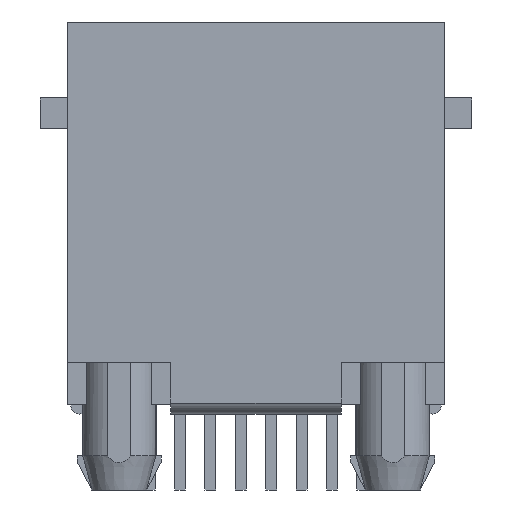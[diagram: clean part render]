
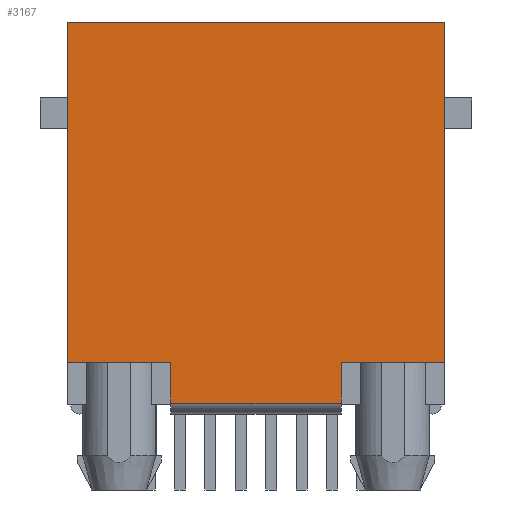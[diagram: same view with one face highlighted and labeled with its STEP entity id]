
A CAD part, front view. The second image highlights one B-rep face of the part: STEP entity #3167.
In plain terms, the highlighted planar face has unit normal (0, -1, 0).
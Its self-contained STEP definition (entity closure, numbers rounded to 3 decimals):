
#26=DIRECTION('',(0.,0.,-1.));
#27=VECTOR('',#26,14.224);
#28=CARTESIAN_POINT('',(-7.874,-8.255,0.));
#29=LINE('',#28,#27);
#156=DIRECTION('',(-1.,0.,0.));
#157=VECTOR('',#156,7.112);
#158=CARTESIAN_POINT('',(3.556,-8.255,-15.926));
#159=LINE('',#158,#157);
#160=DIRECTION('',(0.,0.,1.));
#161=VECTOR('',#160,1.702);
#162=CARTESIAN_POINT('',(-3.556,-8.255,-15.926));
#163=LINE('',#162,#161);
#164=DIRECTION('',(1.,0.,0.));
#165=VECTOR('',#164,4.318);
#166=CARTESIAN_POINT('',(-7.874,-8.255,-14.224));
#167=LINE('',#166,#165);
#168=DIRECTION('',(1.,0.,0.));
#169=VECTOR('',#168,15.748);
#170=CARTESIAN_POINT('',(-7.874,-8.255,0.));
#171=LINE('',#170,#169);
#172=DIRECTION('',(1.,0.,0.));
#173=VECTOR('',#172,4.318);
#174=CARTESIAN_POINT('',(3.556,-8.255,-14.224));
#175=LINE('',#174,#173);
#176=DIRECTION('',(0.,0.,1.));
#177=VECTOR('',#176,1.702);
#178=CARTESIAN_POINT('',(3.556,-8.255,-15.926));
#179=LINE('',#178,#177);
#790=DIRECTION('',(0.,0.,-1.));
#791=VECTOR('',#790,14.224);
#792=CARTESIAN_POINT('',(7.874,-8.255,0.));
#793=LINE('',#792,#791);
#2303=CARTESIAN_POINT('',(-7.874,-8.255,0.));
#2305=VERTEX_POINT('',#2303);
#2313=CARTESIAN_POINT('',(7.874,-8.255,0.));
#2315=VERTEX_POINT('',#2313);
#2330=CARTESIAN_POINT('',(-7.874,-8.255,-14.224));
#2331=CARTESIAN_POINT('',(-3.556,-8.255,-14.224));
#2332=VERTEX_POINT('',#2330);
#2333=VERTEX_POINT('',#2331);
#2334=CARTESIAN_POINT('',(3.556,-8.255,-14.224));
#2335=CARTESIAN_POINT('',(7.874,-8.255,-14.224));
#2336=VERTEX_POINT('',#2334);
#2337=VERTEX_POINT('',#2335);
#2992=CARTESIAN_POINT('',(3.556,-8.255,-15.926));
#2993=CARTESIAN_POINT('',(-3.556,-8.255,-15.926));
#2994=VERTEX_POINT('',#2992);
#2995=VERTEX_POINT('',#2993);
#3149=CARTESIAN_POINT('',(-7.874,-8.255,0.));
#3150=DIRECTION('',(0.,-1.,0.));
#3151=DIRECTION('',(0.,0.,-1.));
#3152=AXIS2_PLACEMENT_3D('',#3149,#3150,#3151);
#3153=PLANE('',#3152);
#3154=ORIENTED_EDGE('',*,*,#3131,.T.);
#3156=ORIENTED_EDGE('',*,*,#3155,.T.);
#3157=ORIENTED_EDGE('',*,*,#3072,.F.);
#3158=ORIENTED_EDGE('',*,*,#3019,.F.);
#3160=ORIENTED_EDGE('',*,*,#3159,.T.);
#3162=ORIENTED_EDGE('',*,*,#3161,.T.);
#3163=ORIENTED_EDGE('',*,*,#3049,.F.);
#3164=ORIENTED_EDGE('',*,*,#3142,.F.);
#3165=EDGE_LOOP('',(#3154,#3156,#3157,#3158,#3160,#3162,#3163,#3164));
#3166=FACE_OUTER_BOUND('',#3165,.F.);
#3167=ADVANCED_FACE('',(#3166),#3153,.T.);
#3019=EDGE_CURVE('',#2305,#2332,#29,.T.);
#3049=EDGE_CURVE('',#2336,#2337,#175,.T.);
#3072=EDGE_CURVE('',#2332,#2333,#167,.T.);
#3131=EDGE_CURVE('',#2994,#2995,#159,.T.);
#3142=EDGE_CURVE('',#2994,#2336,#179,.T.);
#3155=EDGE_CURVE('',#2995,#2333,#163,.T.);
#3159=EDGE_CURVE('',#2305,#2315,#171,.T.);
#3161=EDGE_CURVE('',#2315,#2337,#793,.T.);
